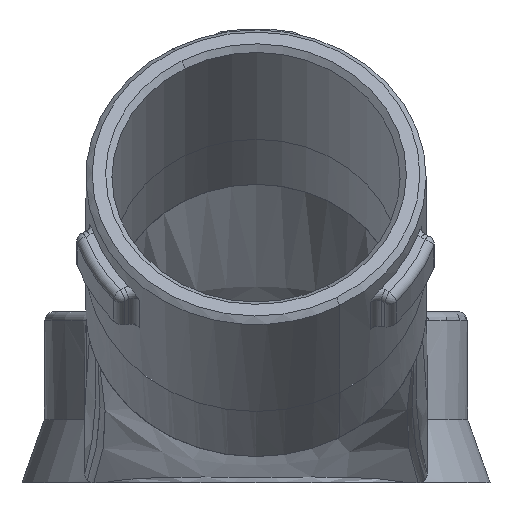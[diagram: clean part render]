
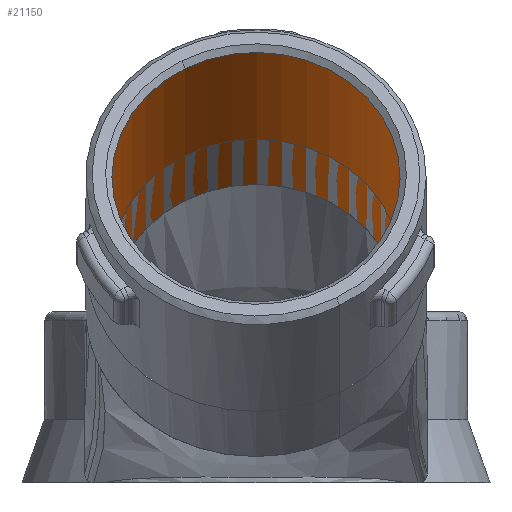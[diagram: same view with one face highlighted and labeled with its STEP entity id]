
A CAD part, front view. The second image highlights one B-rep face of the part: STEP entity #21150.
In plain terms, the highlighted cylindrical face has radius 16 mm (diameter 32 mm), a full revolution.
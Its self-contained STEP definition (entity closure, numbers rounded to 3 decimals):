
#14283 = PLANE('',#14284);
#14284 = AXIS2_PLACEMENT_3D('',#14285,#14286,#14287);
#14285 = CARTESIAN_POINT('',(9.466,-33.768,
    44.801));
#14286 = DIRECTION('',(0.,0.866,-0.5));
#14287 = DIRECTION('',(0.492,-0.435,-0.754));
#16461 = EDGE_CURVE('',#16462,#16464,#16466,.T.);
#16462 = VERTEX_POINT('',#16463);
#16463 = CARTESIAN_POINT('',(-7.872,-43.835,
    27.363));
#16464 = VERTEX_POINT('',#16465);
#16465 = CARTESIAN_POINT('',(7.872,-57.765,
    3.237));
#16466 = SURFACE_CURVE('',#16467,(#16472,#16483),.PCURVE_S1.);
#16467 = CIRCLE('',#16468,16.);
#16468 = AXIS2_PLACEMENT_3D('',#16469,#16470,#16471);
#16469 = CARTESIAN_POINT('',(0.,-50.8,15.3));
#16470 = DIRECTION('',(0.,-0.866,0.5));
#16471 = DIRECTION('',(-0.492,0.435,0.754));
#16472 = PCURVE('',#14283,#16473);
#16473 = DEFINITIONAL_REPRESENTATION('',(#16474),#16482);
#16474 = ( BOUNDED_CURVE() B_SPLINE_CURVE(2,(#16475,#16476,#16477,#16478
    ,#16479,#16480,#16481),.UNSPECIFIED.,.T.,.F.) 
B_SPLINE_CURVE_WITH_KNOTS((1,2,2,2,2,1),(-2.094,0.,
    2.094,4.189,6.283,8.378),
.UNSPECIFIED.) CURVE() GEOMETRIC_REPRESENTATION_ITEM() 
RATIONAL_B_SPLINE_CURVE((1.,0.5,1.,0.5,1.,0.5,1.)) REPRESENTATION_ITEM(
  '') );
#16475 = CARTESIAN_POINT('',(9.,25.));
#16476 = CARTESIAN_POINT('',(9.,52.713));
#16477 = CARTESIAN_POINT('',(33.,38.856));
#16478 = CARTESIAN_POINT('',(57.,25.));
#16479 = CARTESIAN_POINT('',(33.,11.144));
#16480 = CARTESIAN_POINT('',(9.,-2.713));
#16481 = CARTESIAN_POINT('',(9.,25.));
#16482 = ( GEOMETRIC_REPRESENTATION_CONTEXT(2) 
PARAMETRIC_REPRESENTATION_CONTEXT() REPRESENTATION_CONTEXT('2D SPACE',''
  ) );
#16483 = PCURVE('',#16484,#16489);
#16484 = CYLINDRICAL_SURFACE('',#16485,16.);
#16485 = AXIS2_PLACEMENT_3D('',#16486,#16487,#16488);
#16486 = CARTESIAN_POINT('',(0.,-76.781,30.3));
#16487 = DIRECTION('',(0.,-0.866,0.5));
#16488 = DIRECTION('',(0.492,-0.435,-0.754));
#16489 = DEFINITIONAL_REPRESENTATION('',(#16490),#16494);
#16490 = LINE('',#16491,#16492);
#16491 = CARTESIAN_POINT('',(3.142,-30.));
#16492 = VECTOR('',#16493,1.);
#16493 = DIRECTION('',(1.,0.));
#16494 = ( GEOMETRIC_REPRESENTATION_CONTEXT(2) 
PARAMETRIC_REPRESENTATION_CONTEXT() REPRESENTATION_CONTEXT('2D SPACE',''
  ) );
#16496 = EDGE_CURVE('',#16464,#16462,#16497,.T.);
#16497 = SURFACE_CURVE('',#16498,(#16503,#16514),.PCURVE_S1.);
#16498 = CIRCLE('',#16499,16.);
#16499 = AXIS2_PLACEMENT_3D('',#16500,#16501,#16502);
#16500 = CARTESIAN_POINT('',(0.,-50.8,15.3));
#16501 = DIRECTION('',(0.,-0.866,0.5));
#16502 = DIRECTION('',(-0.492,0.435,0.754));
#16503 = PCURVE('',#14283,#16504);
#16504 = DEFINITIONAL_REPRESENTATION('',(#16505),#16513);
#16505 = ( BOUNDED_CURVE() B_SPLINE_CURVE(2,(#16506,#16507,#16508,#16509
    ,#16510,#16511,#16512),.UNSPECIFIED.,.T.,.F.) 
B_SPLINE_CURVE_WITH_KNOTS((1,2,2,2,2,1),(-2.094,0.,
    2.094,4.189,6.283,8.378),
.UNSPECIFIED.) CURVE() GEOMETRIC_REPRESENTATION_ITEM() 
RATIONAL_B_SPLINE_CURVE((1.,0.5,1.,0.5,1.,0.5,1.)) REPRESENTATION_ITEM(
  '') );
#16506 = CARTESIAN_POINT('',(9.,25.));
#16507 = CARTESIAN_POINT('',(9.,52.713));
#16508 = CARTESIAN_POINT('',(33.,38.856));
#16509 = CARTESIAN_POINT('',(57.,25.));
#16510 = CARTESIAN_POINT('',(33.,11.144));
#16511 = CARTESIAN_POINT('',(9.,-2.713));
#16512 = CARTESIAN_POINT('',(9.,25.));
#16513 = ( GEOMETRIC_REPRESENTATION_CONTEXT(2) 
PARAMETRIC_REPRESENTATION_CONTEXT() REPRESENTATION_CONTEXT('2D SPACE',''
  ) );
#16514 = PCURVE('',#16484,#16515);
#16515 = DEFINITIONAL_REPRESENTATION('',(#16516),#16520);
#16516 = LINE('',#16517,#16518);
#16517 = CARTESIAN_POINT('',(-3.142,-30.));
#16518 = VECTOR('',#16519,1.);
#16519 = DIRECTION('',(1.,0.));
#16520 = ( GEOMETRIC_REPRESENTATION_CONTEXT(2) 
PARAMETRIC_REPRESENTATION_CONTEXT() REPRESENTATION_CONTEXT('2D SPACE',''
  ) );
#19540 = CONICAL_SURFACE('',#19541,16.35,0.785);
#19541 = AXIS2_PLACEMENT_3D('',#19542,#19543,#19544);
#19542 = CARTESIAN_POINT('',(0.,-76.478,30.125)
  );
#19543 = DIRECTION('',(0.,-0.866,0.5));
#19544 = DIRECTION('',(0.492,-0.435,-0.754));
#19571 = CONICAL_SURFACE('',#19572,16.35,0.785);
#19572 = AXIS2_PLACEMENT_3D('',#19573,#19574,#19575);
#19573 = CARTESIAN_POINT('',(0.,-76.478,30.125)
  );
#19574 = DIRECTION('',(0.,-0.866,0.5));
#19575 = DIRECTION('',(0.492,-0.435,-0.754));
#21019 = VERTEX_POINT('',#21020);
#21020 = CARTESIAN_POINT('',(-7.872,-69.21,
    42.013));
#21041 = EDGE_CURVE('',#21019,#21042,#21044,.T.);
#21042 = VERTEX_POINT('',#21043);
#21043 = CARTESIAN_POINT('',(7.872,-83.139,
    17.887));
#21044 = SURFACE_CURVE('',#21045,(#21050,#21057),.PCURVE_S1.);
#21045 = CIRCLE('',#21046,16.);
#21046 = AXIS2_PLACEMENT_3D('',#21047,#21048,#21049);
#21047 = CARTESIAN_POINT('',(0.,-76.175,29.95)
  );
#21048 = DIRECTION('',(0.,-0.866,0.5));
#21049 = DIRECTION('',(-0.492,0.435,0.754));
#21050 = PCURVE('',#19540,#21051);
#21051 = DEFINITIONAL_REPRESENTATION('',(#21052),#21056);
#21052 = LINE('',#21053,#21054);
#21053 = CARTESIAN_POINT('',(3.142,-0.35));
#21054 = VECTOR('',#21055,1.);
#21055 = DIRECTION('',(1.,0.));
#21056 = ( GEOMETRIC_REPRESENTATION_CONTEXT(2) 
PARAMETRIC_REPRESENTATION_CONTEXT() REPRESENTATION_CONTEXT('2D SPACE',''
  ) );
#21057 = PCURVE('',#16484,#21058);
#21058 = DEFINITIONAL_REPRESENTATION('',(#21059),#21063);
#21059 = LINE('',#21060,#21061);
#21060 = CARTESIAN_POINT('',(3.142,-0.7));
#21061 = VECTOR('',#21062,1.);
#21062 = DIRECTION('',(1.,0.));
#21063 = ( GEOMETRIC_REPRESENTATION_CONTEXT(2) 
PARAMETRIC_REPRESENTATION_CONTEXT() REPRESENTATION_CONTEXT('2D SPACE',''
  ) );
#21091 = EDGE_CURVE('',#21042,#21019,#21092,.T.);
#21092 = SURFACE_CURVE('',#21093,(#21098,#21105),.PCURVE_S1.);
#21093 = CIRCLE('',#21094,16.);
#21094 = AXIS2_PLACEMENT_3D('',#21095,#21096,#21097);
#21095 = CARTESIAN_POINT('',(0.,-76.175,29.95)
  );
#21096 = DIRECTION('',(0.,-0.866,0.5));
#21097 = DIRECTION('',(-0.492,0.435,0.754));
#21098 = PCURVE('',#19571,#21099);
#21099 = DEFINITIONAL_REPRESENTATION('',(#21100),#21104);
#21100 = LINE('',#21101,#21102);
#21101 = CARTESIAN_POINT('',(-3.142,-0.35));
#21102 = VECTOR('',#21103,1.);
#21103 = DIRECTION('',(1.,0.));
#21104 = ( GEOMETRIC_REPRESENTATION_CONTEXT(2) 
PARAMETRIC_REPRESENTATION_CONTEXT() REPRESENTATION_CONTEXT('2D SPACE',''
  ) );
#21105 = PCURVE('',#16484,#21106);
#21106 = DEFINITIONAL_REPRESENTATION('',(#21107),#21111);
#21107 = LINE('',#21108,#21109);
#21108 = CARTESIAN_POINT('',(-3.142,-0.7));
#21109 = VECTOR('',#21110,1.);
#21110 = DIRECTION('',(1.,0.));
#21111 = ( GEOMETRIC_REPRESENTATION_CONTEXT(2) 
PARAMETRIC_REPRESENTATION_CONTEXT() REPRESENTATION_CONTEXT('2D SPACE',''
  ) );
#21150 = ADVANCED_FACE('',(#21151),#16484,.F.);
#21151 = FACE_BOUND('',#21152,.F.);
#21152 = EDGE_LOOP('',(#21153,#21154,#21174,#21175,#21176,#21177));
#21153 = ORIENTED_EDGE('',*,*,#16461,.T.);
#21154 = ORIENTED_EDGE('',*,*,#21155,.T.);
#21155 = EDGE_CURVE('',#16464,#21042,#21156,.T.);
#21156 = SEAM_CURVE('',#21157,(#21160,#21167),.PCURVE_S1.);
#21157 = B_SPLINE_CURVE_WITH_KNOTS('',1,(#21158,#21159),.UNSPECIFIED.,
  .F.,.F.,(2,2),(-30.,-0.7),.PIECEWISE_BEZIER_KNOTS.);
#21158 = CARTESIAN_POINT('',(7.872,-57.765,
    3.237));
#21159 = CARTESIAN_POINT('',(7.872,-83.139,
    17.887));
#21160 = PCURVE('',#16484,#21161);
#21161 = DEFINITIONAL_REPRESENTATION('',(#21162),#21166);
#21162 = LINE('',#21163,#21164);
#21163 = CARTESIAN_POINT('',(6.283,0.));
#21164 = VECTOR('',#21165,1.);
#21165 = DIRECTION('',(0.,1.));
#21166 = ( GEOMETRIC_REPRESENTATION_CONTEXT(2) 
PARAMETRIC_REPRESENTATION_CONTEXT() REPRESENTATION_CONTEXT('2D SPACE',''
  ) );
#21167 = PCURVE('',#16484,#21168);
#21168 = DEFINITIONAL_REPRESENTATION('',(#21169),#21173);
#21169 = LINE('',#21170,#21171);
#21170 = CARTESIAN_POINT('',(0.,0.));
#21171 = VECTOR('',#21172,1.);
#21172 = DIRECTION('',(0.,1.));
#21173 = ( GEOMETRIC_REPRESENTATION_CONTEXT(2) 
PARAMETRIC_REPRESENTATION_CONTEXT() REPRESENTATION_CONTEXT('2D SPACE',''
  ) );
#21174 = ORIENTED_EDGE('',*,*,#21041,.F.);
#21175 = ORIENTED_EDGE('',*,*,#21091,.F.);
#21176 = ORIENTED_EDGE('',*,*,#21155,.F.);
#21177 = ORIENTED_EDGE('',*,*,#16496,.T.);
